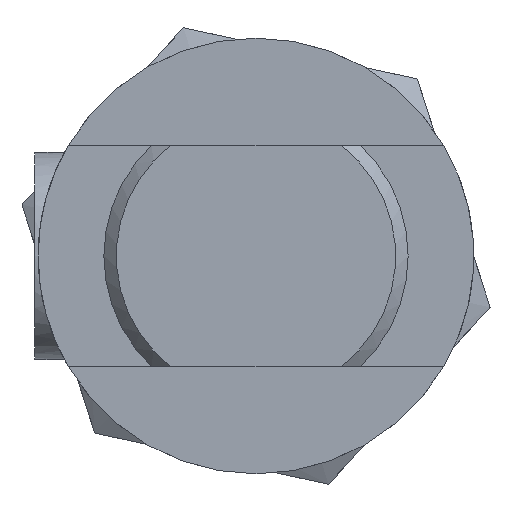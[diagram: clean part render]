
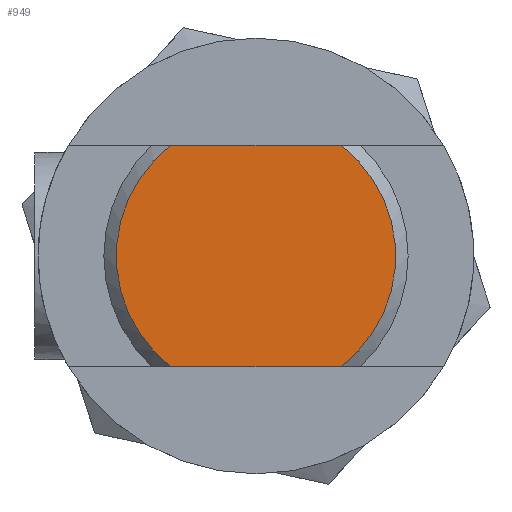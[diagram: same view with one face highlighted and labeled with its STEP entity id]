
A CAD part, front view. The second image highlights one B-rep face of the part: STEP entity #949.
In plain terms, the highlighted planar face has unit normal (0, -1, 0).
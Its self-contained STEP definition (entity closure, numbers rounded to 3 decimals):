
#88=CARTESIAN_POINT('',(-6.165,0.0,8.0));
#89=VERTEX_POINT('',#88);
#114=CARTESIAN_POINT('',(-6.165,0.0,-8.0));
#115=VERTEX_POINT('',#114);
#129=CARTESIAN_POINT('',(0.0,0.0,0.0));
#130=DIRECTION('',(0.0,1.0,0.0));
#131=DIRECTION('',(-1.0,0.0,0.0));
#132=AXIS2_PLACEMENT_3D('',#129,#130,#131);
#133=CIRCLE('',#132,10.1);
#134=EDGE_CURVE('',#115,#89,#133,.T.);
#177=CARTESIAN_POINT('',(6.165,0.0,8.0));
#178=VERTEX_POINT('',#177);
#179=CARTESIAN_POINT('',(6.165,0.0,8.0));
#180=DIRECTION('',(-1.0,0.0,0.0));
#181=VECTOR('',#180,12.33);
#182=LINE('',#179,#181);
#183=EDGE_CURVE('',#178,#89,#182,.T.);
#266=CARTESIAN_POINT('',(6.165,0.0,-8.0));
#267=VERTEX_POINT('',#266);
#291=CARTESIAN_POINT('',(0.0,0.0,0.0));
#292=DIRECTION('',(0.0,1.0,0.0));
#293=DIRECTION('',(1.0,0.0,0.0));
#294=AXIS2_PLACEMENT_3D('',#291,#292,#293);
#295=CIRCLE('',#294,10.1);
#296=EDGE_CURVE('',#178,#267,#295,.T.);
#373=CARTESIAN_POINT('',(-6.165,0.0,-8.0));
#374=DIRECTION('',(1.0,0.0,0.0));
#375=VECTOR('',#374,12.33);
#376=LINE('',#373,#375);
#377=EDGE_CURVE('',#115,#267,#376,.T.);
#938=CARTESIAN_POINT('',(-5.5,0.0,0.0));
#939=DIRECTION('',(0.0,-1.0,0.0));
#940=DIRECTION('',(0.0,0.0,-1.0));
#941=AXIS2_PLACEMENT_3D('',#938,#939,#940);
#942=PLANE('',#941);
#943=ORIENTED_EDGE('',*,*,#134,.F.);
#944=ORIENTED_EDGE('',*,*,#377,.T.);
#945=ORIENTED_EDGE('',*,*,#296,.F.);
#946=ORIENTED_EDGE('',*,*,#183,.T.);
#947=EDGE_LOOP('',(#943,#944,#945,#946));
#948=FACE_OUTER_BOUND('',#947,.T.);
#949=ADVANCED_FACE('',(#948),#942,.T.);
